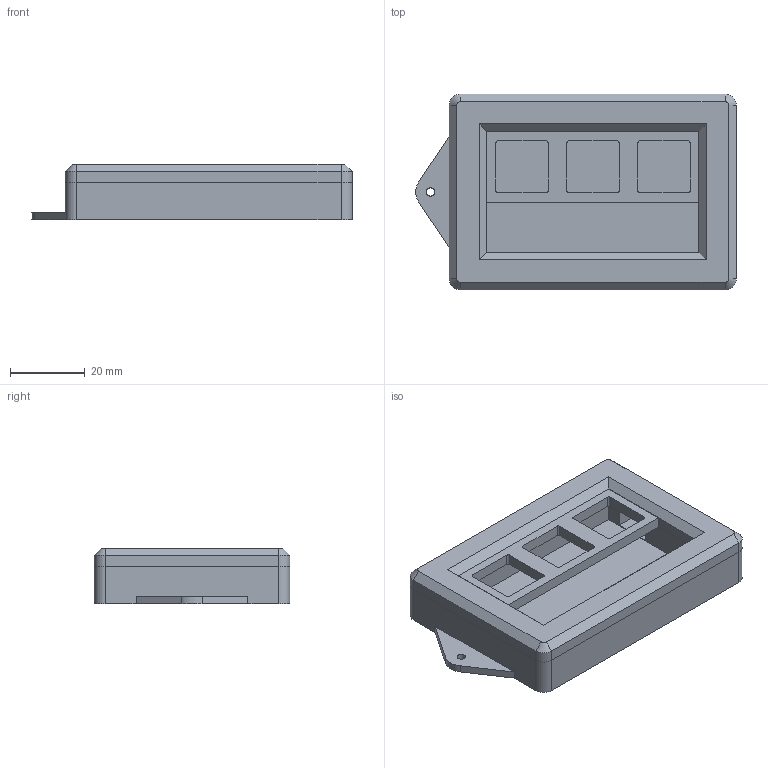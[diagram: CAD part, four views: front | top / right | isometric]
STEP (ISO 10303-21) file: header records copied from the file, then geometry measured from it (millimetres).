
FILE_DESCRIPTION(/* description */ (''),/* implementation_level */ '2;1');
FILE_NAME(/* name */ 'Hackpad!.step',/* time_stamp */ '2024-10-22T18:15:06-04:00',/* author */ (''),/* organization */ (''),/* preprocessor_version */ 'ST-DEVELOPER v20',/* originating_system */ 'Autodesk Translation Framework v13.20.0.188',/* authorisation */ '');
FILE_SCHEMA (('AUTOMOTIVE_DESIGN { 1 0 10303 214 3 1 1 }'));
Length unit declared in the file: millimetre
Products named in the file (1): Untitled
Bounding box: 85.97 x 52.5 x 15 mm (x, y, z)
Volume: 44671.3 mm3; surface area: 26488.7 mm2
Topology: 4 solids, 4 shells, 96 faces, 261 edges, 174 vertices
Faces by surface type: plane 62, cylinder 30, cone 4
Full cylindrical faces by diameter (mm): 2.236 x1, 2.9 x8
Entity records: 3123 total; most frequent: CARTESIAN_POINT 532, DIRECTION 523, ORIENTED_EDGE 522, EDGE_CURVE 261, LINE 193, VECTOR 193, VERTEX_POINT 174, AXIS2_PLACEMENT_3D 165
